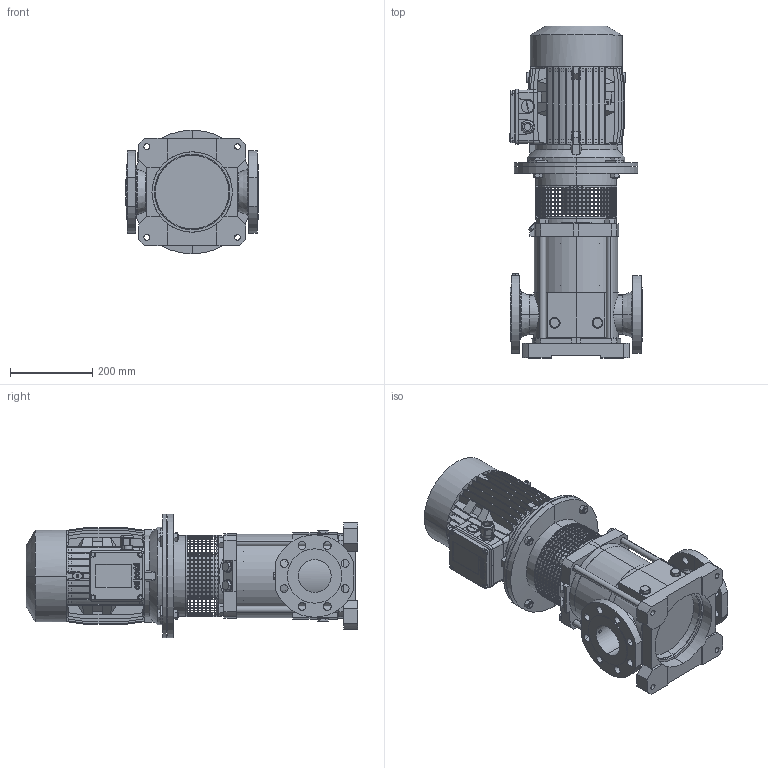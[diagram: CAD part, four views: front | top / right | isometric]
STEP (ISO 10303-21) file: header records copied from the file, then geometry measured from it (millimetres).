
FILE_DESCRIPTION (( 'STEP AP214' ), '1' );
FILE_NAME ('4.93.532.56swa01.step', '2021-04-02T15:19:35', ( '' ), ( '' ), 'SwSTEP 2.0', 'SolidWorks 2019', '' );
FILE_SCHEMA (( 'AUTOMOTIVE_DESIGN' ));
Length unit declared in the file: millimetre
Products named in the file (19): 10007670swn00_M25x1.5; 4.93.532.56swa01; 10007671swn00_M25x1,5; 10009924swp00_MXV 80-4802; 4.93.186.56swa01; 10007568swp00_M112 B5-De300; 10000005swn00_M12 6S ZINCATO; 4.66.424swp04_G18x7; 10009926swp00; 4_92_054_REV00_SEMPLIFICATO; 10011015swp00; 10000007swn00_M16 6S ZINCATO; 10007434swp00_112 VER; 10009928swp00_MXV 80-4802; 10009925swp00_MOTORE 132; 10000016swn00_M12x45 8.8; 10009927swp00; 4.66.424swp04_G38x10; 10007576swa00_M112 VERT.
Assembly tree (35 placements, depth 3):
  4.93.532.56swa01
    4.93.186.56swa01
      10011015swp00
      10009927swp00
      10009924swp00_MXV 80-4802
      10009925swp00_MOTORE 132
      10009926swp00
      4_92_054_REV00_SEMPLIFICATO
      10009928swp00_MXV 80-4802  x4
      10000007swn00_M16 6S ZINCATO  x4
      4.66.424swp04_G38x10  x6
      4.66.424swp04_G18x7
    10007576swa00_M112 VERT.
      10007568swp00_M112 B5-De300
      10007434swp00_112 VER
      10007670swn00_M25x1.5
      10007671swn00_M25x1,5
    10000016swn00_M12x45 8.8  x4
    10000005swn00_M12 6S ZINCATO  x4
Bounding box: 320.7 x 805.16 x 300 mm (x, y, z)
Volume: 23242807.2 mm3; surface area: 2095932.4 mm2
Topology: 35 solids, 35 shells, 4159 faces, 11409 edges, 7439 vertices
Faces by surface type: plane 3194, cylinder 446, cone 415, bspline 92, torus 12
Entity records: 129437 total; most frequent: CARTESIAN_POINT 27694, ORIENTED_EDGE 21114, DIRECTION 20185, EDGE_CURVE 10557, VERTEX_POINT 6967, LINE 6817, VECTOR 6817, AXIS2_PLACEMENT_3D 6684
